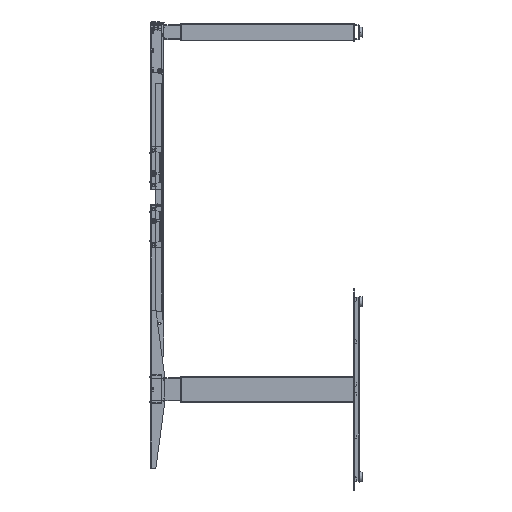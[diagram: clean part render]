
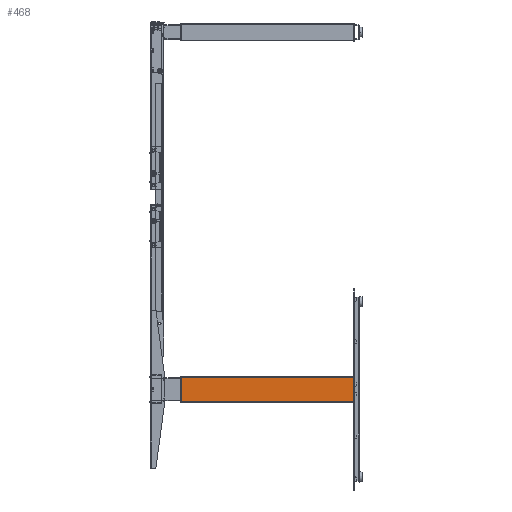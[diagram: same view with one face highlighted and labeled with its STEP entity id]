
A CAD part, left-side view. The second image highlights one B-rep face of the part: STEP entity #468.
In plain terms, the highlighted planar face has unit normal (-1, 0, 0).
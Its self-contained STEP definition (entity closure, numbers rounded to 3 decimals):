
#468 = ADVANCED_FACE ( 'NONE', ( #28272 ), #87508, .F. ) ;
#753 = VERTEX_POINT ( 'NONE', #43773 ) ;
#7850 = DIRECTION ( 'NONE',  ( 1., 0., 0. ) ) ;
#13201 = EDGE_CURVE ( 'NONE', #76666, #82246, #81191, .T. ) ;
#16547 = CARTESIAN_POINT ( 'NONE',  ( -895., 619.1, 42. ) ) ;
#23167 = CARTESIAN_POINT ( 'NONE',  ( -895., 29.1, 42. ) ) ;
#23754 = DIRECTION ( 'NONE',  ( 0., 1., 0. ) ) ;
#28272 = FACE_OUTER_BOUND ( 'NONE', #99337, .T. ) ;
#29080 = ORIENTED_EDGE ( 'NONE', *, *, #62901, .F. ) ;
#29269 = CARTESIAN_POINT ( 'NONE',  ( -895., 29.1, -42. ) ) ;
#30538 = CARTESIAN_POINT ( 'NONE',  ( -895., 29.1, -42. ) ) ;
#31114 = DIRECTION ( 'NONE',  ( 0., 1., 0. ) ) ;
#36085 = VECTOR ( 'NONE', #23754, 1000. ) ;
#36785 = VERTEX_POINT ( 'NONE', #61603 ) ;
#36870 = DIRECTION ( 'NONE',  ( 0., 0., -1. ) ) ;
#37437 = LINE ( 'NONE', #23167, #56773 ) ;
#41377 = CARTESIAN_POINT ( 'NONE',  ( -895., 619.1, -42. ) ) ;
#43773 = CARTESIAN_POINT ( 'NONE',  ( -895., 29.1, -42. ) ) ;
#49847 = DIRECTION ( 'NONE',  ( 0., 0., -1. ) ) ;
#56773 = VECTOR ( 'NONE', #31114, 1000. ) ;
#61603 = CARTESIAN_POINT ( 'NONE',  ( -895., 29.1, 42. ) ) ;
#62901 = EDGE_CURVE ( 'NONE', #36785, #753, #68938, .T. ) ;
#65292 = CARTESIAN_POINT ( 'NONE',  ( -895., 619.1, -42. ) ) ;
#68938 = LINE ( 'NONE', #29269, #105954 ) ;
#71108 = AXIS2_PLACEMENT_3D ( 'NONE', #30538, #7850, #97525 ) ;
#73261 = EDGE_CURVE ( 'NONE', #753, #82246, #92406, .T. ) ;
#76666 = VERTEX_POINT ( 'NONE', #16547 ) ;
#81191 = LINE ( 'NONE', #65292, #99067 ) ;
#82246 = VERTEX_POINT ( 'NONE', #41377 ) ;
#87508 = PLANE ( 'NONE',  #71108 ) ;
#88018 = ORIENTED_EDGE ( 'NONE', *, *, #96845, .T. ) ;
#91041 = ORIENTED_EDGE ( 'NONE', *, *, #73261, .F. ) ;
#92406 = LINE ( 'NONE', #97590, #36085 ) ;
#96548 = ORIENTED_EDGE ( 'NONE', *, *, #13201, .T. ) ;
#96845 = EDGE_CURVE ( 'NONE', #36785, #76666, #37437, .T. ) ;
#97525 = DIRECTION ( 'NONE',  ( 0., 0., -1. ) ) ;
#97590 = CARTESIAN_POINT ( 'NONE',  ( -895., 29.1, -42. ) ) ;
#99067 = VECTOR ( 'NONE', #49847, 1000. ) ;
#99337 = EDGE_LOOP ( 'NONE', ( #96548, #91041, #29080, #88018 ) ) ;
#105954 = VECTOR ( 'NONE', #36870, 1000. ) ;
